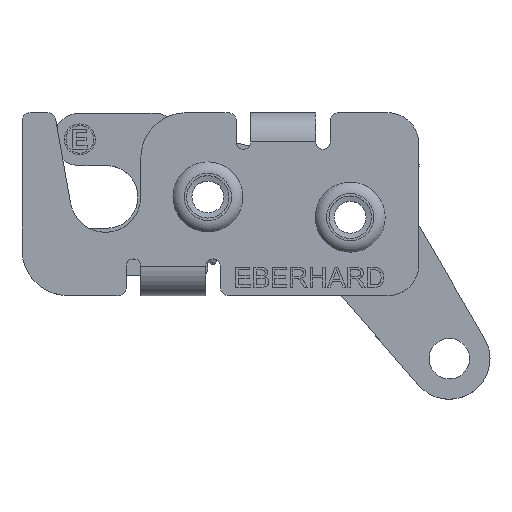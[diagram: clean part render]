
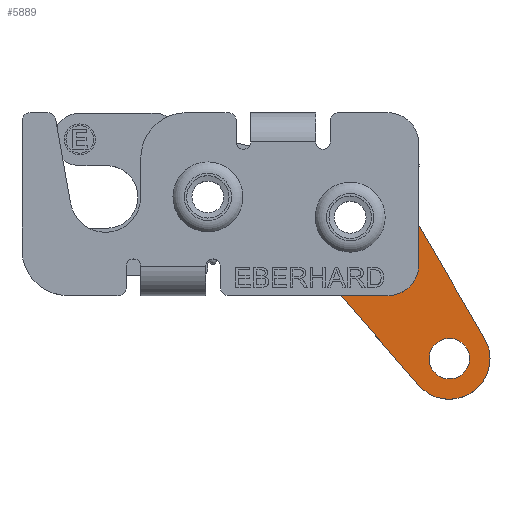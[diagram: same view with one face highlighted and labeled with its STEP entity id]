
A CAD part, top view. The second image highlights one B-rep face of the part: STEP entity #5889.
In plain terms, the highlighted planar face has unit normal (0, 0, 1).
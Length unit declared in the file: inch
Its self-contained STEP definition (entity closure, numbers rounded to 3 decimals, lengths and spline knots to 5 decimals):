
#282=CIRCLE('',#6409,0.22375);
#284=CIRCLE('',#6412,0.125);
#285=CIRCLE('',#6414,0.05);
#287=CIRCLE('',#6418,0.04);
#289=CIRCLE('',#6422,0.125);
#291=CIRCLE('',#6426,0.25);
#293=CIRCLE('',#6430,0.35905);
#295=CIRCLE('',#6433,0.125);
#297=CIRCLE('',#6437,0.04688);
#299=CIRCLE('',#6440,0.562);
#301=CIRCLE('',#6443,0.04688);
#391=FACE_BOUND('',#1145,.T.);
#392=FACE_BOUND('',#1146,.T.);
#800=FACE_OUTER_BOUND('',#1144,.T.);
#1144=EDGE_LOOP('',(#5189,#5190,#5191,#5192,#5193,#5194,#5195,#5196,#5197,
#5198,#5199,#5200,#5201,#5202,#5203));
#1145=EDGE_LOOP('',(#5204));
#1146=EDGE_LOOP('',(#5205));
#1739=LINE('',#10158,#2320);
#1743=LINE('',#10170,#2324);
#1747=LINE('',#10182,#2328);
#1751=LINE('',#10194,#2332);
#1756=LINE('',#10212,#2337);
#1762=LINE('',#10235,#2343);
#2320=VECTOR('',#7769,0.3937);
#2324=VECTOR('',#7781,0.3937);
#2328=VECTOR('',#7793,0.3937);
#2332=VECTOR('',#7805,0.3937);
#2337=VECTOR('',#7824,0.3937);
#2343=VECTOR('',#7850,0.3937);
#2820=VERTEX_POINT('',#10138);
#2822=VERTEX_POINT('',#10144);
#2823=VERTEX_POINT('',#10148);
#2824=VERTEX_POINT('',#10149);
#2827=VERTEX_POINT('',#10157);
#2829=VERTEX_POINT('',#10163);
#2831=VERTEX_POINT('',#10169);
#2833=VERTEX_POINT('',#10175);
#2835=VERTEX_POINT('',#10181);
#2837=VERTEX_POINT('',#10187);
#2839=VERTEX_POINT('',#10193);
#2841=VERTEX_POINT('',#10199);
#2843=VERTEX_POINT('',#10205);
#2845=VERTEX_POINT('',#10211);
#2847=VERTEX_POINT('',#10217);
#2849=VERTEX_POINT('',#10223);
#2851=VERTEX_POINT('',#10229);
#3603=EDGE_CURVE('',#2820,#2820,#282,.T.);
#3606=EDGE_CURVE('',#2822,#2822,#284,.T.);
#3607=EDGE_CURVE('',#2823,#2824,#285,.T.);
#3611=EDGE_CURVE('',#2824,#2827,#1739,.T.);
#3614=EDGE_CURVE('',#2827,#2829,#287,.T.);
#3617=EDGE_CURVE('',#2829,#2831,#1743,.T.);
#3620=EDGE_CURVE('',#2831,#2833,#289,.T.);
#3623=EDGE_CURVE('',#2833,#2835,#1747,.T.);
#3626=EDGE_CURVE('',#2835,#2837,#291,.T.);
#3629=EDGE_CURVE('',#2837,#2839,#1751,.T.);
#3632=EDGE_CURVE('',#2839,#2841,#293,.T.);
#3635=EDGE_CURVE('',#2841,#2843,#295,.T.);
#3638=EDGE_CURVE('',#2843,#2845,#1756,.T.);
#3641=EDGE_CURVE('',#2845,#2847,#297,.T.);
#3644=EDGE_CURVE('',#2847,#2849,#299,.T.);
#3647=EDGE_CURVE('',#2849,#2851,#301,.T.);
#3650=EDGE_CURVE('',#2851,#2823,#1762,.T.);
#5189=ORIENTED_EDGE('',*,*,#3607,.F.);
#5190=ORIENTED_EDGE('',*,*,#3650,.F.);
#5191=ORIENTED_EDGE('',*,*,#3647,.F.);
#5192=ORIENTED_EDGE('',*,*,#3644,.F.);
#5193=ORIENTED_EDGE('',*,*,#3641,.F.);
#5194=ORIENTED_EDGE('',*,*,#3638,.F.);
#5195=ORIENTED_EDGE('',*,*,#3635,.F.);
#5196=ORIENTED_EDGE('',*,*,#3632,.F.);
#5197=ORIENTED_EDGE('',*,*,#3629,.F.);
#5198=ORIENTED_EDGE('',*,*,#3626,.F.);
#5199=ORIENTED_EDGE('',*,*,#3623,.F.);
#5200=ORIENTED_EDGE('',*,*,#3620,.F.);
#5201=ORIENTED_EDGE('',*,*,#3617,.F.);
#5202=ORIENTED_EDGE('',*,*,#3614,.F.);
#5203=ORIENTED_EDGE('',*,*,#3611,.F.);
#5204=ORIENTED_EDGE('',*,*,#3603,.T.);
#5205=ORIENTED_EDGE('',*,*,#3606,.T.);
#5580=PLANE('',#6446);
#5889=ADVANCED_FACE('',(#800,#391,#392),#5580,.T.);
#6409=AXIS2_PLACEMENT_3D('',#10140,#7750,#7751);
#6412=AXIS2_PLACEMENT_3D('',#10146,#7757,#7758);
#6414=AXIS2_PLACEMENT_3D('',#10150,#7761,#7762);
#6418=AXIS2_PLACEMENT_3D('',#10164,#7774,#7775);
#6422=AXIS2_PLACEMENT_3D('',#10176,#7786,#7787);
#6426=AXIS2_PLACEMENT_3D('',#10188,#7798,#7799);
#6430=AXIS2_PLACEMENT_3D('',#10200,#7810,#7811);
#6433=AXIS2_PLACEMENT_3D('',#10206,#7817,#7818);
#6437=AXIS2_PLACEMENT_3D('',#10218,#7829,#7830);
#6440=AXIS2_PLACEMENT_3D('',#10224,#7836,#7837);
#6443=AXIS2_PLACEMENT_3D('',#10230,#7843,#7844);
#6446=AXIS2_PLACEMENT_3D('',#10237,#7852,#7853);
#7750=DIRECTION('center_axis',(0.,0.,-1.));
#7751=DIRECTION('ref_axis',(-1.,0.,0.));
#7757=DIRECTION('center_axis',(0.,0.,-1.));
#7758=DIRECTION('ref_axis',(-1.,0.,0.));
#7761=DIRECTION('center_axis',(0.,0.,-1.));
#7762=DIRECTION('ref_axis',(0.574,-0.819,0.));
#7769=DIRECTION('',(-0.819,-0.574,0.));
#7774=DIRECTION('center_axis',(0.,0.,1.));
#7775=DIRECTION('ref_axis',(0.574,-0.819,0.));
#7781=DIRECTION('',(0.,-1.,0.));
#7786=DIRECTION('center_axis',(0.,0.,1.));
#7787=DIRECTION('ref_axis',(1.,0.,0.));
#7793=DIRECTION('',(0.503,-0.864,0.));
#7798=DIRECTION('center_axis',(0.,0.,-1.));
#7799=DIRECTION('ref_axis',(-0.756,-0.655,0.));
#7805=DIRECTION('',(-0.655,0.756,0.));
#7810=DIRECTION('center_axis',(0.,0.,-1.));
#7811=DIRECTION('ref_axis',(-0.998,0.06,0.));
#7817=DIRECTION('center_axis',(0.,0.,1.));
#7818=DIRECTION('ref_axis',(-0.998,0.06,0.));
#7824=DIRECTION('',(-0.946,0.326,0.));
#7829=DIRECTION('center_axis',(0.,0.,-1.));
#7830=DIRECTION('ref_axis',(-0.916,0.402,0.));
#7836=DIRECTION('center_axis',(0.,0.,-1.));
#7837=DIRECTION('ref_axis',(-0.769,0.64,0.));
#7843=DIRECTION('center_axis',(0.,0.,-1.));
#7844=DIRECTION('ref_axis',(0.007,1.,0.));
#7850=DIRECTION('',(1.,-0.007,0.));
#7852=DIRECTION('center_axis',(0.,0.,1.));
#7853=DIRECTION('ref_axis',(1.,0.,0.));
#10138=CARTESIAN_POINT('',(0.22375,0.,0.1345));
#10140=CARTESIAN_POINT('Origin',(0.,0.,0.1345));
#10144=CARTESIAN_POINT('',(0.735,-0.87,0.1345));
#10146=CARTESIAN_POINT('Origin',(0.61,-0.87,0.1345));
#10148=CARTESIAN_POINT('',(0.37479,0.37073,0.1345));
#10149=CARTESIAN_POINT('',(0.4031,0.27978,0.1345));
#10150=CARTESIAN_POINT('Origin',(0.37442,0.32074,0.1345));
#10157=CARTESIAN_POINT('',(0.32623,0.22595,0.1345));
#10158=CARTESIAN_POINT('',(0.32623,0.22595,0.1345));
#10163=CARTESIAN_POINT('',(0.30917,0.19319,0.1345));
#10164=CARTESIAN_POINT('Origin',(0.34917,0.19319,0.1345));
#10169=CARTESIAN_POINT('',(0.30917,0.17694,0.1345));
#10170=CARTESIAN_POINT('',(0.30917,0.17694,0.1345));
#10175=CARTESIAN_POINT('',(0.32616,0.11402,0.1345));
#10176=CARTESIAN_POINT('Origin',(0.43417,0.17694,0.1345));
#10181=CARTESIAN_POINT('',(0.82603,-0.74417,0.1345));
#10182=CARTESIAN_POINT('',(0.82603,-0.74417,0.1345));
#10187=CARTESIAN_POINT('',(0.42111,-1.03377,0.1345));
#10188=CARTESIAN_POINT('Origin',(0.61,-0.87,0.1345));
#10193=CARTESIAN_POINT('',(-0.27128,-0.23521,0.1345));
#10194=CARTESIAN_POINT('',(-0.27128,-0.23521,0.1345));
#10199=CARTESIAN_POINT('',(-0.3584,0.02156,0.1345));
#10200=CARTESIAN_POINT('Origin',(0.,0.,0.1345));
#10205=CARTESIAN_POINT('',(-0.44248,0.14725,0.1345));
#10206=CARTESIAN_POINT('Origin',(-0.48318,0.02906,
0.1345));
#10211=CARTESIAN_POINT('',(-0.48701,0.16259,0.1345));
#10212=CARTESIAN_POINT('',(-0.48701,0.16259,0.1345));
#10217=CARTESIAN_POINT('',(-0.51467,0.22574,0.1345));
#10218=CARTESIAN_POINT('Origin',(-0.47174,0.20691,0.1345));
#10223=CARTESIAN_POINT('',(-0.43191,0.35958,0.1345));
#10224=CARTESIAN_POINT('Origin',(0.,0.,0.1345));
#10229=CARTESIAN_POINT('',(-0.39553,0.37647,0.1345));
#10230=CARTESIAN_POINT('Origin',(-0.39588,0.32959,0.1345));
#10235=CARTESIAN_POINT('',(0.37479,0.37073,0.1345));
#10237=CARTESIAN_POINT('Origin',(0.17069,-0.37177,0.1345));
